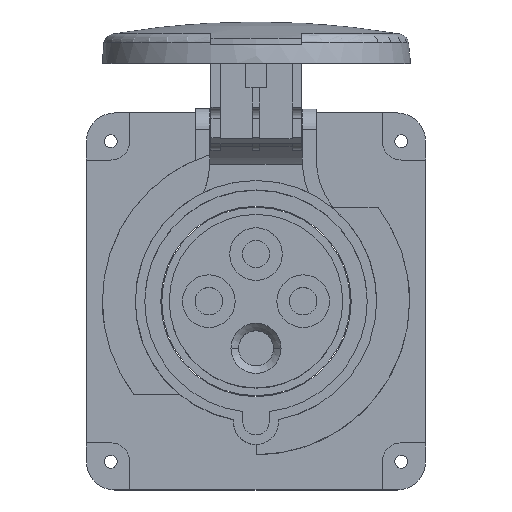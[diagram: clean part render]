
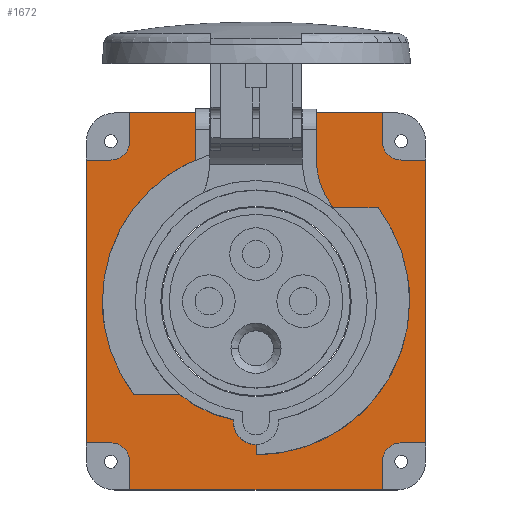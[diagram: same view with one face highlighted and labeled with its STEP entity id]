
A CAD part, top view. The second image highlights one B-rep face of the part: STEP entity #1672.
In plain terms, the highlighted planar face has unit normal (0, 0, 1).
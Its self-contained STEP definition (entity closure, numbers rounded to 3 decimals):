
#49=CARTESIAN_POINT('',(38.5,42.5,-46.5));
#50=DIRECTION('',(0.,0.,1.));
#51=DIRECTION('',(-1.,0.,0.));
#52=AXIS2_PLACEMENT_3D('',#49,#50,#51);
#54=DIRECTION('',(1.,0.,0.));
#55=VECTOR('',#54,6.5);
#56=CARTESIAN_POINT('',(38.5,37.5,-46.5));
#57=LINE('',#56,#55);
#58=DIRECTION('',(0.,-1.,0.));
#59=VECTOR('',#58,75.);
#60=CARTESIAN_POINT('',(45.,37.5,-46.5));
#61=LINE('',#60,#59);
#62=CARTESIAN_POINT('',(38.5,-42.5,-46.5));
#63=DIRECTION('',(0.,0.,1.));
#64=DIRECTION('',(0.,1.,0.));
#65=AXIS2_PLACEMENT_3D('',#62,#63,#64);
#67=DIRECTION('',(0.,-1.,0.));
#68=VECTOR('',#67,7.5);
#69=CARTESIAN_POINT('',(33.5,-42.5,-46.5));
#70=LINE('',#69,#68);
#71=DIRECTION('',(-1.,0.,0.));
#72=VECTOR('',#71,67.);
#73=CARTESIAN_POINT('',(33.5,-50.,-46.5));
#74=LINE('',#73,#72);
#75=CARTESIAN_POINT('',(-38.5,-42.5,-46.5));
#76=DIRECTION('',(0.,0.,1.));
#77=DIRECTION('',(1.,0.,0.));
#78=AXIS2_PLACEMENT_3D('',#75,#76,#77);
#80=DIRECTION('',(-1.,0.,0.));
#81=VECTOR('',#80,6.5);
#82=CARTESIAN_POINT('',(-38.5,-37.5,-46.5));
#83=LINE('',#82,#81);
#84=DIRECTION('',(0.,1.,0.));
#85=VECTOR('',#84,75.);
#86=CARTESIAN_POINT('',(-45.,-37.5,-46.5));
#87=LINE('',#86,#85);
#88=CARTESIAN_POINT('',(-38.5,42.5,-46.5));
#89=DIRECTION('',(0.,0.,1.));
#90=DIRECTION('',(0.,-1.,0.));
#91=AXIS2_PLACEMENT_3D('',#88,#89,#90);
#93=DIRECTION('',(0.,1.,0.));
#94=VECTOR('',#93,7.5);
#95=CARTESIAN_POINT('',(-33.5,42.5,-46.5));
#96=LINE('',#95,#94);
#97=CARTESIAN_POINT('',(0.,-32.,-46.5));
#98=DIRECTION('',(0.,0.,1.));
#99=DIRECTION('',(-1.,0.,0.));
#100=AXIS2_PLACEMENT_3D('',#97,#98,#99);
#102=CARTESIAN_POINT('',(0.,0.,-46.5));
#103=DIRECTION('',(0.,0.,1.));
#104=DIRECTION('',(0.187,-0.982,0.));
#105=AXIS2_PLACEMENT_3D('',#102,#103,#104);
#107=CARTESIAN_POINT('',(0.,0.,-46.5));
#108=DIRECTION('',(0.,0.,1.));
#109=DIRECTION('',(1.,0.,0.));
#110=AXIS2_PLACEMENT_3D('',#107,#108,#109);
#112=CARTESIAN_POINT('',(36.075,37.555,-46.5));
#113=DIRECTION('',(0.,0.,-1.));
#114=DIRECTION('',(-0.693,-0.72,0.));
#115=AXIS2_PLACEMENT_3D('',#112,#113,#114);
#117=DIRECTION('',(0.,1.,0.));
#118=VECTOR('',#117,1.204);
#119=CARTESIAN_POINT('',(16.,37.523,-46.5));
#120=LINE('',#119,#118);
#121=CARTESIAN_POINT('',(-36.,37.523,-46.5));
#122=DIRECTION('',(0.,0.,-1.));
#123=DIRECTION('',(1.,0.,0.));
#124=AXIS2_PLACEMENT_3D('',#121,#122,#123);
#126=CARTESIAN_POINT('',(0.,0.,-46.5));
#127=DIRECTION('',(0.,0.,1.));
#128=DIRECTION('',(-0.692,0.722,0.));
#129=AXIS2_PLACEMENT_3D('',#126,#127,#128);
#131=CARTESIAN_POINT('',(0.,0.,-46.5));
#132=DIRECTION('',(0.,0.,1.));
#133=DIRECTION('',(-1.,0.,0.));
#134=AXIS2_PLACEMENT_3D('',#131,#132,#133);
#136=DIRECTION('',(-1.,0.,0.));
#137=VECTOR('',#136,67.);
#138=CARTESIAN_POINT('',(33.5,50.,-46.5));
#139=LINE('',#138,#137);
#156=DIRECTION('',(-1.,0.,0.));
#157=VECTOR('',#156,6.5);
#158=CARTESIAN_POINT('',(-38.5,37.5,-46.5));
#159=LINE('',#158,#157);
#306=DIRECTION('',(1.,0.,0.));
#307=VECTOR('',#306,6.5);
#308=CARTESIAN_POINT('',(38.5,-37.5,-46.5));
#309=LINE('',#308,#307);
#326=DIRECTION('',(0.,1.,0.));
#327=VECTOR('',#326,7.5);
#328=CARTESIAN_POINT('',(33.5,42.5,-46.5));
#329=LINE('',#328,#327);
#434=DIRECTION('',(0.,-1.,0.));
#435=VECTOR('',#434,7.5);
#436=CARTESIAN_POINT('',(-33.5,-42.5,-46.5));
#437=LINE('',#436,#435);
#644=DIRECTION('',(0.,-1.,0.));
#645=VECTOR('',#644,0.567);
#646=CARTESIAN_POINT('',(6.,-31.432,-46.5));
#647=LINE('',#646,#645);
#664=DIRECTION('',(0.,1.,0.));
#665=VECTOR('',#664,0.568);
#666=CARTESIAN_POINT('',(-6.,-32.,-46.5));
#667=LINE('',#666,#665);
#806=DIRECTION('',(0.,1.,0.));
#807=VECTOR('',#806,1.204);
#808=CARTESIAN_POINT('',(-16.,37.523,-46.5));
#809=LINE('',#808,#807);
#828=DIRECTION('',(1.,0.,0.));
#829=VECTOR('',#828,32.);
#830=CARTESIAN_POINT('',(-16.,38.727,-46.5));
#831=LINE('',#830,#829);
#1224=CARTESIAN_POINT('',(-45.,-37.5,-46.5));
#1225=CARTESIAN_POINT('',(-45.,37.5,-46.5));
#1226=VERTEX_POINT('',#1224);
#1227=VERTEX_POINT('',#1225);
#1234=CARTESIAN_POINT('',(33.5,50.,-46.5));
#1235=CARTESIAN_POINT('',(-33.5,50.,-46.5));
#1236=VERTEX_POINT('',#1234);
#1237=VERTEX_POINT('',#1235);
#1238=CARTESIAN_POINT('',(33.5,42.5,-46.5));
#1239=VERTEX_POINT('',#1238);
#1240=CARTESIAN_POINT('',(38.5,37.5,-46.5));
#1241=VERTEX_POINT('',#1240);
#1242=CARTESIAN_POINT('',(45.,37.5,-46.5));
#1243=VERTEX_POINT('',#1242);
#1244=CARTESIAN_POINT('',(45.,-37.5,-46.5));
#1245=VERTEX_POINT('',#1244);
#1246=CARTESIAN_POINT('',(38.5,-37.5,-46.5));
#1247=VERTEX_POINT('',#1246);
#1248=CARTESIAN_POINT('',(33.5,-42.5,-46.5));
#1249=VERTEX_POINT('',#1248);
#1250=CARTESIAN_POINT('',(33.5,-50.,-46.5));
#1251=VERTEX_POINT('',#1250);
#1252=CARTESIAN_POINT('',(-33.5,-50.,-46.5));
#1253=VERTEX_POINT('',#1252);
#1254=CARTESIAN_POINT('',(-33.5,-42.5,-46.5));
#1255=VERTEX_POINT('',#1254);
#1256=CARTESIAN_POINT('',(-38.5,-37.5,-46.5));
#1257=VERTEX_POINT('',#1256);
#1258=CARTESIAN_POINT('',(-38.5,37.5,-46.5));
#1259=VERTEX_POINT('',#1258);
#1260=CARTESIAN_POINT('',(-33.5,42.5,-46.5));
#1261=VERTEX_POINT('',#1260);
#1262=CARTESIAN_POINT('',(-6.,-32.,-46.5));
#1263=CARTESIAN_POINT('',(6.,-32.,-46.5));
#1264=VERTEX_POINT('',#1262);
#1265=VERTEX_POINT('',#1263);
#1266=CARTESIAN_POINT('',(6.,-31.432,-46.5));
#1267=VERTEX_POINT('',#1266);
#1268=CARTESIAN_POINT('',(32.,0.,-46.5));
#1269=VERTEX_POINT('',#1268);
#1270=CARTESIAN_POINT('',(22.154,23.091,-46.5));
#1271=VERTEX_POINT('',#1270);
#1272=CARTESIAN_POINT('',(16.,37.523,-46.5));
#1273=VERTEX_POINT('',#1272);
#1274=CARTESIAN_POINT('',(16.,38.727,-46.5));
#1275=VERTEX_POINT('',#1274);
#1276=CARTESIAN_POINT('',(-16.,38.727,-46.5));
#1277=VERTEX_POINT('',#1276);
#1278=CARTESIAN_POINT('',(-16.,37.523,-46.5));
#1279=VERTEX_POINT('',#1278);
#1280=CARTESIAN_POINT('',(-22.154,23.091,-46.5));
#1281=VERTEX_POINT('',#1280);
#1282=CARTESIAN_POINT('',(-32.,0.,-46.5));
#1283=VERTEX_POINT('',#1282);
#1284=CARTESIAN_POINT('',(-6.,-31.432,-46.5));
#1285=VERTEX_POINT('',#1284);
#1608=CARTESIAN_POINT('',(0.,0.,-46.5));
#1609=DIRECTION('',(0.,0.,1.));
#1610=DIRECTION('',(1.,0.,0.));
#1611=AXIS2_PLACEMENT_3D('',#1608,#1609,#1610);
#1612=PLANE('',#1611);
#1614=ORIENTED_EDGE('',*,*,#1613,.F.);
#1616=ORIENTED_EDGE('',*,*,#1615,.F.);
#1618=ORIENTED_EDGE('',*,*,#1617,.T.);
#1620=ORIENTED_EDGE('',*,*,#1619,.T.);
#1622=ORIENTED_EDGE('',*,*,#1621,.T.);
#1624=ORIENTED_EDGE('',*,*,#1623,.F.);
#1626=ORIENTED_EDGE('',*,*,#1625,.T.);
#1628=ORIENTED_EDGE('',*,*,#1627,.T.);
#1630=ORIENTED_EDGE('',*,*,#1629,.T.);
#1632=ORIENTED_EDGE('',*,*,#1631,.F.);
#1634=ORIENTED_EDGE('',*,*,#1633,.T.);
#1636=ORIENTED_EDGE('',*,*,#1635,.T.);
#1637=ORIENTED_EDGE('',*,*,#1591,.T.);
#1639=ORIENTED_EDGE('',*,*,#1638,.F.);
#1641=ORIENTED_EDGE('',*,*,#1640,.T.);
#1643=ORIENTED_EDGE('',*,*,#1642,.T.);
#1644=EDGE_LOOP('',(#1614,#1616,#1618,#1620,#1622,#1624,#1626,#1628,#1630,#1632,
#1634,#1636,#1637,#1639,#1641,#1643));
#1645=FACE_OUTER_BOUND('',#1644,.F.);
#1647=ORIENTED_EDGE('',*,*,#1646,.T.);
#1649=ORIENTED_EDGE('',*,*,#1648,.F.);
#1651=ORIENTED_EDGE('',*,*,#1650,.T.);
#1653=ORIENTED_EDGE('',*,*,#1652,.T.);
#1655=ORIENTED_EDGE('',*,*,#1654,.T.);
#1657=ORIENTED_EDGE('',*,*,#1656,.T.);
#1659=ORIENTED_EDGE('',*,*,#1658,.F.);
#1661=ORIENTED_EDGE('',*,*,#1660,.F.);
#1663=ORIENTED_EDGE('',*,*,#1662,.T.);
#1665=ORIENTED_EDGE('',*,*,#1664,.T.);
#1667=ORIENTED_EDGE('',*,*,#1666,.T.);
#1669=ORIENTED_EDGE('',*,*,#1668,.F.);
#1670=EDGE_LOOP('',(#1647,#1649,#1651,#1653,#1655,#1657,#1659,#1661,#1663,#1665,
#1667,#1669));
#1671=FACE_BOUND('',#1670,.F.);
#1672=ADVANCED_FACE('',(#1645,#1671),#1612,.T.);
#53=CIRCLE('',#52,5.);
#66=CIRCLE('',#65,5.);
#79=CIRCLE('',#78,5.);
#92=CIRCLE('',#91,5.);
#101=CIRCLE('',#100,6.);
#106=CIRCLE('',#105,32.);
#111=CIRCLE('',#110,32.);
#116=CIRCLE('',#115,20.075);
#125=CIRCLE('',#124,20.);
#130=CIRCLE('',#129,32.);
#135=CIRCLE('',#134,32.);
#1591=EDGE_CURVE('',#1226,#1227,#87,.T.);
#1613=EDGE_CURVE('',#1236,#1237,#139,.T.);
#1615=EDGE_CURVE('',#1239,#1236,#329,.T.);
#1617=EDGE_CURVE('',#1239,#1241,#53,.T.);
#1619=EDGE_CURVE('',#1241,#1243,#57,.T.);
#1621=EDGE_CURVE('',#1243,#1245,#61,.T.);
#1623=EDGE_CURVE('',#1247,#1245,#309,.T.);
#1625=EDGE_CURVE('',#1247,#1249,#66,.T.);
#1627=EDGE_CURVE('',#1249,#1251,#70,.T.);
#1629=EDGE_CURVE('',#1251,#1253,#74,.T.);
#1631=EDGE_CURVE('',#1255,#1253,#437,.T.);
#1633=EDGE_CURVE('',#1255,#1257,#79,.T.);
#1635=EDGE_CURVE('',#1257,#1226,#83,.T.);
#1638=EDGE_CURVE('',#1259,#1227,#159,.T.);
#1640=EDGE_CURVE('',#1259,#1261,#92,.T.);
#1642=EDGE_CURVE('',#1261,#1237,#96,.T.);
#1646=EDGE_CURVE('',#1264,#1265,#101,.T.);
#1648=EDGE_CURVE('',#1267,#1265,#647,.T.);
#1650=EDGE_CURVE('',#1267,#1269,#106,.T.);
#1652=EDGE_CURVE('',#1269,#1271,#111,.T.);
#1654=EDGE_CURVE('',#1271,#1273,#116,.T.);
#1656=EDGE_CURVE('',#1273,#1275,#120,.T.);
#1658=EDGE_CURVE('',#1277,#1275,#831,.T.);
#1660=EDGE_CURVE('',#1279,#1277,#809,.T.);
#1662=EDGE_CURVE('',#1279,#1281,#125,.T.);
#1664=EDGE_CURVE('',#1281,#1283,#130,.T.);
#1666=EDGE_CURVE('',#1283,#1285,#135,.T.);
#1668=EDGE_CURVE('',#1264,#1285,#667,.T.);
